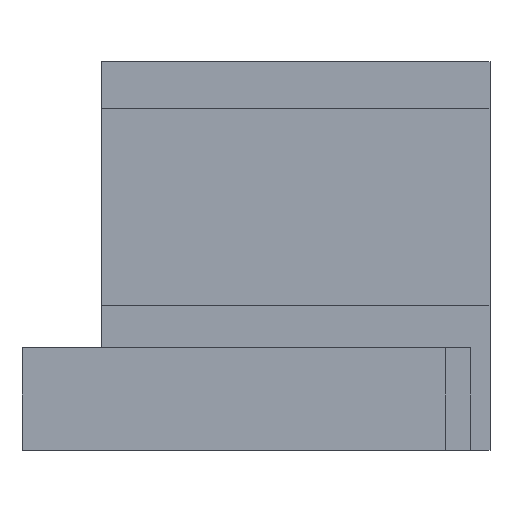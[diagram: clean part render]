
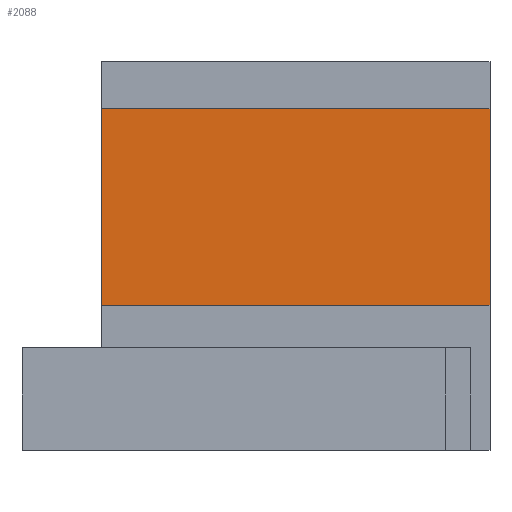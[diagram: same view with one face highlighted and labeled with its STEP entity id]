
A CAD part, front view. The second image highlights one B-rep face of the part: STEP entity #2088.
In plain terms, the highlighted planar face has unit normal (0, -1, 0).
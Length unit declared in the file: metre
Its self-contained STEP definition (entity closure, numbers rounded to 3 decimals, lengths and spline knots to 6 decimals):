
#209=FACE_OUTER_BOUND('',#332,.T.);
#332=EDGE_LOOP('',(#1616,#1617,#1618,#1619));
#439=LINE('',#2950,#672);
#504=LINE('',#3207,#737);
#517=LINE('',#3231,#750);
#528=LINE('',#3262,#761);
#672=VECTOR('',#2375,0.01);
#737=VECTOR('',#2518,0.01);
#750=VECTOR('',#2545,0.01);
#761=VECTOR('',#2576,0.01);
#905=VERTEX_POINT('',#2947);
#906=VERTEX_POINT('',#2949);
#966=VERTEX_POINT('',#3204);
#967=VERTEX_POINT('',#3206);
#1098=EDGE_CURVE('',#906,#905,#439,.T.);
#1186=EDGE_CURVE('',#967,#966,#504,.T.);
#1199=EDGE_CURVE('',#967,#905,#517,.T.);
#1215=EDGE_CURVE('',#906,#966,#528,.T.);
#1616=ORIENTED_EDGE('',*,*,#1186,.T.);
#1617=ORIENTED_EDGE('',*,*,#1215,.F.);
#1618=ORIENTED_EDGE('',*,*,#1098,.T.);
#1619=ORIENTED_EDGE('',*,*,#1199,.F.);
#1993=PLANE('',#2245);
#2088=ADVANCED_FACE('',(#209),#1993,.F.);
#2245=AXIS2_PLACEMENT_3D('',#3261,#2574,#2575);
#2375=DIRECTION('',(0.,0.,1.));
#2518=DIRECTION('',(0.,0.,-1.));
#2545=DIRECTION('',(1.,0.,0.));
#2574=DIRECTION('center_axis',(0.,1.,0.));
#2575=DIRECTION('ref_axis',(1.,0.,0.));
#2576=DIRECTION('',(-1.,0.,0.));
#2947=CARTESIAN_POINT('',(0.037469,0.015,0.038254));
#2949=CARTESIAN_POINT('',(0.037469,0.015,0.0076));
#2950=CARTESIAN_POINT('',(0.037469,0.015,0.0253));
#3204=CARTESIAN_POINT('',(-0.023054,0.015,0.0076));
#3206=CARTESIAN_POINT('',(-0.023054,0.015,0.038254));
#3207=CARTESIAN_POINT('',(-0.023054,0.015,0.0027));
#3231=CARTESIAN_POINT('',(-0.023054,0.015,0.038254));
#3261=CARTESIAN_POINT('Origin',(0.000969,0.015,0.0154));
#3262=CARTESIAN_POINT('',(-0.035531,0.015,0.0076));
